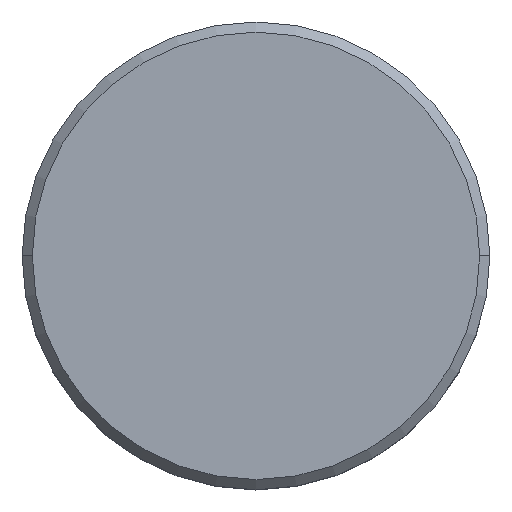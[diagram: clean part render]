
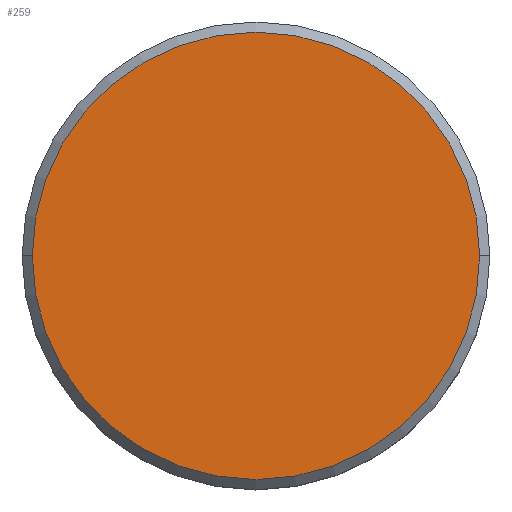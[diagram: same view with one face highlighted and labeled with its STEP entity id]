
A CAD part, top view. The second image highlights one B-rep face of the part: STEP entity #259.
In plain terms, the highlighted planar face has unit normal (0, 0, 1).
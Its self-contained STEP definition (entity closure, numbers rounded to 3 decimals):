
#15 = AXIS2_PLACEMENT_3D ( 'NONE', #582, #486, #436 ) ;
#40 = PLANE ( 'NONE',  #248 ) ;
#53 = EDGE_LOOP ( 'NONE', ( #540, #574 ) ) ;
#80 = VERTEX_POINT ( 'NONE', #144 ) ;
#137 = FACE_OUTER_BOUND ( 'NONE', #53, .T. ) ;
#144 = CARTESIAN_POINT ( 'NONE',  ( -11., 0., 0. ) ) ;
#163 = EDGE_CURVE ( 'NONE', #252, #80, #490, .T. ) ;
#171 = AXIS2_PLACEMENT_3D ( 'NONE', #273, #319, #558 ) ;
#248 = AXIS2_PLACEMENT_3D ( 'NONE', #325, #370, #335 ) ;
#252 = VERTEX_POINT ( 'NONE', #440 ) ;
#259 = ADVANCED_FACE ( 'NONE', ( #137 ), #40, .T. ) ;
#273 = CARTESIAN_POINT ( 'NONE',  ( 0., 0., 0. ) ) ;
#279 = EDGE_CURVE ( 'NONE', #80, #252, #597, .T. ) ;
#319 = DIRECTION ( 'NONE',  ( 0., 0., 1. ) ) ;
#325 = CARTESIAN_POINT ( 'NONE',  ( 0., 0., 0. ) ) ;
#335 = DIRECTION ( 'NONE',  ( 1., 0., 0. ) ) ;
#370 = DIRECTION ( 'NONE',  ( 0., 0., 1. ) ) ;
#436 = DIRECTION ( 'NONE',  ( 1., 0., 0. ) ) ;
#440 = CARTESIAN_POINT ( 'NONE',  ( 11., 0., 0. ) ) ;
#486 = DIRECTION ( 'NONE',  ( 0., 0., 1. ) ) ;
#490 = CIRCLE ( 'NONE', #15, 11. ) ;
#540 = ORIENTED_EDGE ( 'NONE', *, *, #279, .T. ) ;
#558 = DIRECTION ( 'NONE',  ( 1., 0., 0. ) ) ;
#574 = ORIENTED_EDGE ( 'NONE', *, *, #163, .T. ) ;
#582 = CARTESIAN_POINT ( 'NONE',  ( 0., 0., 0. ) ) ;
#597 = CIRCLE ( 'NONE', #171, 11. ) ;
